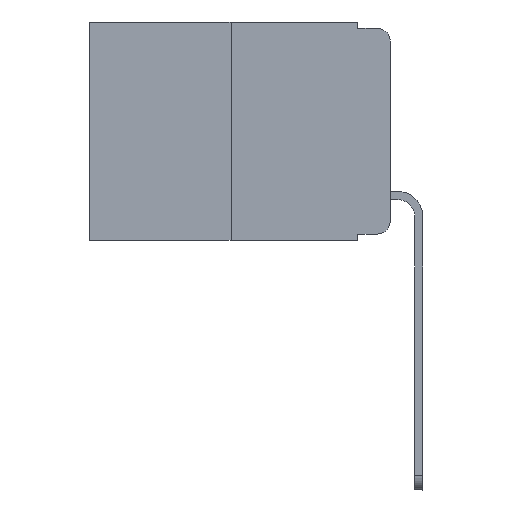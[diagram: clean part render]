
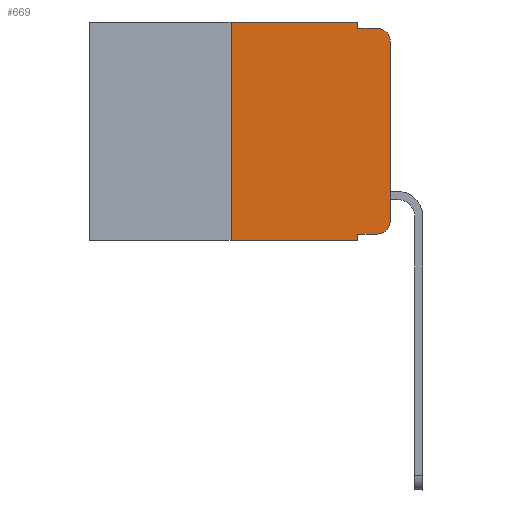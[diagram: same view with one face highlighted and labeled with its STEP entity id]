
A CAD part, left-side view. The second image highlights one B-rep face of the part: STEP entity #669.
In plain terms, the highlighted planar face has unit normal (-1, 0, 0).
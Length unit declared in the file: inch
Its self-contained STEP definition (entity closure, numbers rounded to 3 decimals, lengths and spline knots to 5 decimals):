
#148 = CARTESIAN_POINT ( 'NONE',  ( 0., 0.02, -0.03 ) ) ;
#339 = DIRECTION ( 'NONE',  ( -1., 0., 0. ) ) ;
#347 = CARTESIAN_POINT ( 'NONE',  ( 0., 0.25, 0. ) ) ;
#587 = VECTOR ( 'NONE', #18519, 39.37008 ) ;
#669 = ADVANCED_FACE ( 'NONE', ( #7986 ), #8218, .F. ) ;
#802 = CARTESIAN_POINT ( 'NONE',  ( 0., 0.473, 0. ) ) ;
#1575 = DIRECTION ( 'NONE',  ( 0., -1., 0. ) ) ;
#1674 = EDGE_CURVE ( 'NONE', #2174, #11797, #12666, .T. ) ;
#2103 = AXIS2_PLACEMENT_3D ( 'NONE', #148, #20490, #3829 ) ;
#2124 = CARTESIAN_POINT ( 'NONE',  ( 0., 0.02, -0.313 ) ) ;
#2174 = VERTEX_POINT ( 'NONE', #9394 ) ;
#2510 = VECTOR ( 'NONE', #4152, 39.37008 ) ;
#2966 = EDGE_CURVE ( 'NONE', #23017, #12369, #21787, .T. ) ;
#3117 = CARTESIAN_POINT ( 'NONE',  ( 0., 0.051, -0.343 ) ) ;
#3247 = VECTOR ( 'NONE', #11891, 39.37008 ) ;
#3342 = LINE ( 'NONE', #21668, #20329 ) ;
#3829 = DIRECTION ( 'NONE',  ( 0., 0., -1. ) ) ;
#4145 = DIRECTION ( 'NONE',  ( 1., 0., 0. ) ) ;
#4152 = DIRECTION ( 'NONE',  ( 0., -1., 0. ) ) ;
#5446 = CARTESIAN_POINT ( 'NONE',  ( 0., 0.02, -0.333 ) ) ;
#5688 = VECTOR ( 'NONE', #6666, 39.37008 ) ;
#5962 = ORIENTED_EDGE ( 'NONE', *, *, #17539, .T. ) ;
#6043 = CARTESIAN_POINT ( 'NONE',  ( 0., 0.02, -0.01 ) ) ;
#6188 = DIRECTION ( 'NONE',  ( 0., 0., -1. ) ) ;
#6396 = CARTESIAN_POINT ( 'NONE',  ( 0., 0., -0.03 ) ) ;
#6586 = ORIENTED_EDGE ( 'NONE', *, *, #16431, .F. ) ;
#6666 = DIRECTION ( 'NONE',  ( 0., -1., 0. ) ) ;
#6834 = ORIENTED_EDGE ( 'NONE', *, *, #2966, .T. ) ;
#7036 = VERTEX_POINT ( 'NONE', #9578 ) ;
#7085 = LINE ( 'NONE', #16299, #20292 ) ;
#7335 = EDGE_LOOP ( 'NONE', ( #20314, #6834, #21783, #23038, #9364, #6586, #5962, #18870, #15702, #15210 ) ) ;
#7339 = AXIS2_PLACEMENT_3D ( 'NONE', #2124, #339, #18389 ) ;
#7829 = CARTESIAN_POINT ( 'NONE',  ( 0., 0.25, 0. ) ) ;
#7842 = VERTEX_POINT ( 'NONE', #7829 ) ;
#7986 = FACE_OUTER_BOUND ( 'NONE', #7335, .T. ) ;
#8190 = LINE ( 'NONE', #15495, #3247 ) ;
#8218 = PLANE ( 'NONE',  #15157 ) ;
#8431 = EDGE_CURVE ( 'NONE', #2174, #15760, #3342, .T. ) ;
#8458 = LINE ( 'NONE', #14315, #15259 ) ;
#8955 = CARTESIAN_POINT ( 'NONE',  ( 0., 0.051, -0.01 ) ) ;
#9336 = EDGE_CURVE ( 'NONE', #7842, #7036, #7085, .T. ) ;
#9364 = ORIENTED_EDGE ( 'NONE', *, *, #9336, .F. ) ;
#9394 = CARTESIAN_POINT ( 'NONE',  ( 0., 0.051, -0.333 ) ) ;
#9578 = CARTESIAN_POINT ( 'NONE',  ( 0., 0.051, 0. ) ) ;
#10004 = CARTESIAN_POINT ( 'NONE',  ( 0., 0., 0. ) ) ;
#10274 = EDGE_CURVE ( 'NONE', #11797, #20835, #14194, .T. ) ;
#11638 = EDGE_CURVE ( 'NONE', #7036, #12997, #8458, .T. ) ;
#11797 = VERTEX_POINT ( 'NONE', #5446 ) ;
#11891 = DIRECTION ( 'NONE',  ( 0., -1., 0. ) ) ;
#12369 = VERTEX_POINT ( 'NONE', #6043 ) ;
#12666 = LINE ( 'NONE', #22785, #5688 ) ;
#12997 = VERTEX_POINT ( 'NONE', #8955 ) ;
#13139 = LINE ( 'NONE', #347, #587 ) ;
#13187 = VECTOR ( 'NONE', #22586, 39.37008 ) ;
#14194 = CIRCLE ( 'NONE', #7339, 0.02 ) ;
#14315 = CARTESIAN_POINT ( 'NONE',  ( 0., 0.051, 0. ) ) ;
#15056 = CARTESIAN_POINT ( 'NONE',  ( 0., 0.473, -0.343 ) ) ;
#15157 = AXIS2_PLACEMENT_3D ( 'NONE', #802, #4145, #6188 ) ;
#15210 = ORIENTED_EDGE ( 'NONE', *, *, #10274, .T. ) ;
#15259 = VECTOR ( 'NONE', #23546, 39.37008 ) ;
#15322 = EDGE_CURVE ( 'NONE', #20835, #23017, #20916, .T. ) ;
#15495 = CARTESIAN_POINT ( 'NONE',  ( 0., 0.051, -0.01 ) ) ;
#15702 = ORIENTED_EDGE ( 'NONE', *, *, #1674, .T. ) ;
#15760 = VERTEX_POINT ( 'NONE', #3117 ) ;
#16299 = CARTESIAN_POINT ( 'NONE',  ( 0., 0.473, 0. ) ) ;
#16431 = EDGE_CURVE ( 'NONE', #19039, #7842, #13139, .T. ) ;
#17013 = EDGE_CURVE ( 'NONE', #12997, #12369, #8190, .T. ) ;
#17539 = EDGE_CURVE ( 'NONE', #19039, #15760, #22374, .T. ) ;
#18389 = DIRECTION ( 'NONE',  ( 0., 0., -1. ) ) ;
#18519 = DIRECTION ( 'NONE',  ( 0., 0., 1. ) ) ;
#18870 = ORIENTED_EDGE ( 'NONE', *, *, #8431, .F. ) ;
#19039 = VERTEX_POINT ( 'NONE', #20593 ) ;
#20292 = VECTOR ( 'NONE', #1575, 39.37008 ) ;
#20314 = ORIENTED_EDGE ( 'NONE', *, *, #15322, .T. ) ;
#20329 = VECTOR ( 'NONE', #23237, 39.37008 ) ;
#20439 = CARTESIAN_POINT ( 'NONE',  ( 0., 0., -0.313 ) ) ;
#20490 = DIRECTION ( 'NONE',  ( -1., 0., 0. ) ) ;
#20593 = CARTESIAN_POINT ( 'NONE',  ( 0., 0.25, -0.343 ) ) ;
#20835 = VERTEX_POINT ( 'NONE', #20439 ) ;
#20916 = LINE ( 'NONE', #10004, #13187 ) ;
#21668 = CARTESIAN_POINT ( 'NONE',  ( 0., 0.051, 0. ) ) ;
#21783 = ORIENTED_EDGE ( 'NONE', *, *, #17013, .F. ) ;
#21787 = CIRCLE ( 'NONE', #2103, 0.02 ) ;
#22374 = LINE ( 'NONE', #15056, #2510 ) ;
#22586 = DIRECTION ( 'NONE',  ( 0., 0., 1. ) ) ;
#22785 = CARTESIAN_POINT ( 'NONE',  ( 0., 0.051, -0.333 ) ) ;
#23017 = VERTEX_POINT ( 'NONE', #6396 ) ;
#23038 = ORIENTED_EDGE ( 'NONE', *, *, #11638, .F. ) ;
#23237 = DIRECTION ( 'NONE',  ( 0., 0., -1. ) ) ;
#23546 = DIRECTION ( 'NONE',  ( 0., 0., -1. ) ) ;
